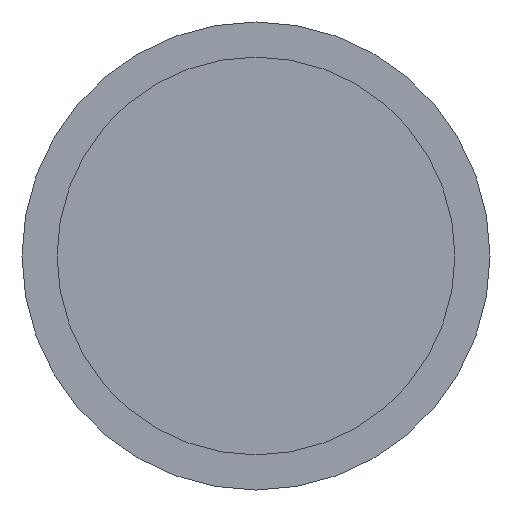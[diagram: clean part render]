
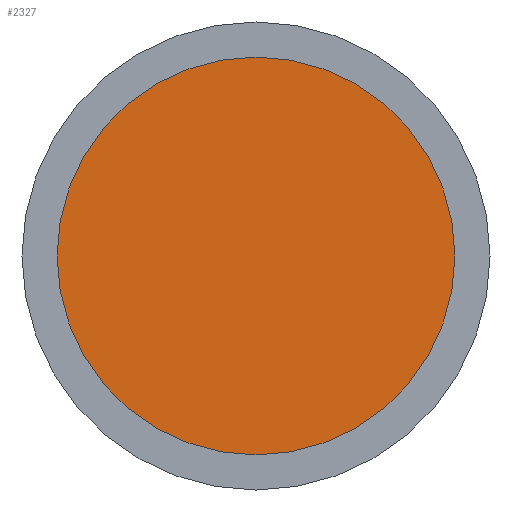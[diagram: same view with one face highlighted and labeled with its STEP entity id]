
A CAD part, front view. The second image highlights one B-rep face of the part: STEP entity #2327.
In plain terms, the highlighted planar face has unit normal (0, -1, 0).
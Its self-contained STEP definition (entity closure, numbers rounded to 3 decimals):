
#517=CARTESIAN_POINT('',(0.,-0.01,0.));
#518=DIRECTION('',(0.,-1.,0.));
#519=DIRECTION('',(0.,0.,1.));
#520=AXIS2_PLACEMENT_3D('',#517,#518,#519);
#522=CARTESIAN_POINT('',(0.,-0.01,0.));
#523=DIRECTION('',(0.,-1.,0.));
#524=DIRECTION('',(0.,0.,-1.));
#525=AXIS2_PLACEMENT_3D('',#522,#523,#524);
#1303=CARTESIAN_POINT('',(0.,-0.01,7.65));
#1305=VERTEX_POINT('',#1303);
#1309=CARTESIAN_POINT('',(0.,-0.01,-7.65));
#1310=VERTEX_POINT('',#1309);
#2318=CARTESIAN_POINT('',(0.,-0.01,3.825));
#2319=DIRECTION('',(0.,-1.,0.));
#2320=DIRECTION('',(0.,0.,1.));
#2321=AXIS2_PLACEMENT_3D('',#2318,#2319,#2320);
#2322=PLANE('',#2321);
#2323=ORIENTED_EDGE('',*,*,#2311,.F.);
#2324=ORIENTED_EDGE('',*,*,#2300,.F.);
#2325=EDGE_LOOP('',(#2323,#2324));
#2326=FACE_OUTER_BOUND('',#2325,.F.);
#2327=ADVANCED_FACE('',(#2326),#2322,.T.);
#521=CIRCLE('',#520,7.65);
#526=CIRCLE('',#525,7.65);
#2300=EDGE_CURVE('',#1310,#1305,#526,.T.);
#2311=EDGE_CURVE('',#1305,#1310,#521,.T.);
